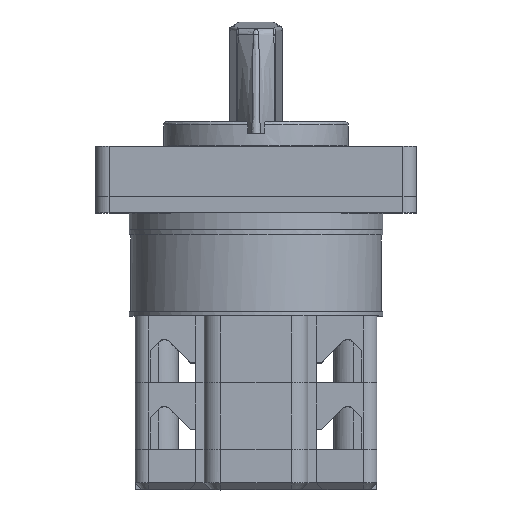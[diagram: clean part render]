
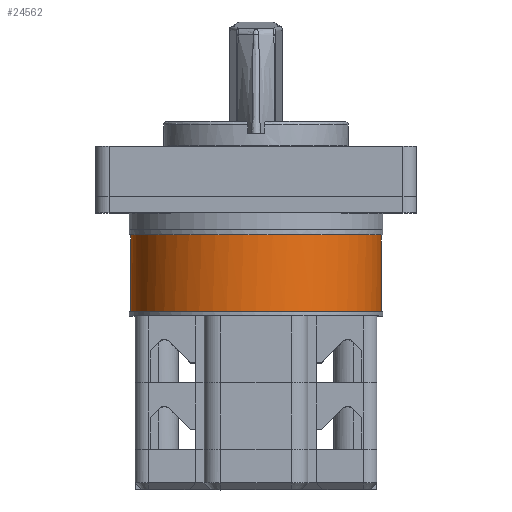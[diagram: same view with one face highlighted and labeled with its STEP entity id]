
A CAD part, top view. The second image highlights one B-rep face of the part: STEP entity #24562.
In plain terms, the highlighted cylindrical face has radius 18.8 mm (diameter 37.6 mm), a partial arc.
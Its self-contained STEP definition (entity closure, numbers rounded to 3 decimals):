
#24250=CARTESIAN_POINT('',(-0.841,-17.67,-18.781));
#24251=VERTEX_POINT('',#24250);
#24317=CARTESIAN_POINT('',(0.574,-17.67,-18.791));
#24318=VERTEX_POINT('',#24317);
#24326=CARTESIAN_POINT('',(-0.841,-17.67,-18.781));
#24327=CARTESIAN_POINT('',(-3.277,-17.67,-18.672));
#24328=CARTESIAN_POINT('',(-5.669,-17.67,-18.09));
#24329=CARTESIAN_POINT('',(-7.884,-17.67,-17.067));
#24330=CARTESIAN_POINT('',(-10.099,-17.67,-16.044));
#24331=CARTESIAN_POINT('',(-12.092,-17.67,-14.601));
#24332=CARTESIAN_POINT('',(-13.755,-17.67,-12.816));
#24333=CARTESIAN_POINT('',(-15.418,-17.67,-11.031));
#24334=CARTESIAN_POINT('',(-16.717,-17.67,-8.941));
#24335=CARTESIAN_POINT('',(-17.581,-17.67,-6.659));
#24336=CARTESIAN_POINT('',(-18.445,-17.67,-4.378));
#24337=CARTESIAN_POINT('',(-18.857,-17.67,-1.952));
#24338=CARTESIAN_POINT('',(-18.794,-17.67,0.487));
#24339=CARTESIAN_POINT('',(-18.731,-17.67,2.926));
#24340=CARTESIAN_POINT('',(-18.194,-17.67,5.327));
#24341=CARTESIAN_POINT('',(-17.212,-17.67,7.561));
#24342=CARTESIAN_POINT('',(-16.231,-17.67,9.795));
#24343=CARTESIAN_POINT('',(-14.826,-17.67,11.815));
#24344=CARTESIAN_POINT('',(-13.072,-17.67,13.511));
#24345=CARTESIAN_POINT('',(-11.319,-17.67,15.208));
#24346=CARTESIAN_POINT('',(-9.254,-17.67,16.546));
#24347=CARTESIAN_POINT('',(-6.989,-17.67,17.453));
#24348=CARTESIAN_POINT('',(-4.724,-17.67,18.36));
#24349=CARTESIAN_POINT('',(-2.306,-17.67,18.817));
#24350=CARTESIAN_POINT('',(0.133,-17.67,18.8));
#24351=CARTESIAN_POINT('',(2.573,-17.67,18.782));
#24352=CARTESIAN_POINT('',(4.984,-17.67,18.291));
#24353=CARTESIAN_POINT('',(7.236,-17.67,17.352));
#24354=CARTESIAN_POINT('',(9.488,-17.67,16.413));
#24355=CARTESIAN_POINT('',(11.533,-17.67,15.046));
#24356=CARTESIAN_POINT('',(13.263,-17.67,13.324));
#24357=CARTESIAN_POINT('',(14.992,-17.67,11.603));
#24358=CARTESIAN_POINT('',(16.368,-17.67,9.564));
#24359=CARTESIAN_POINT('',(17.318,-17.67,7.316));
#24360=CARTESIAN_POINT('',(18.268,-17.67,5.069));
#24361=CARTESIAN_POINT('',(18.77,-17.67,2.66));
#24362=CARTESIAN_POINT('',(18.799,-17.67,0.221));
#24363=CARTESIAN_POINT('',(18.827,-17.67,-2.219));
#24364=CARTESIAN_POINT('',(18.381,-17.67,-4.639));
#24365=CARTESIAN_POINT('',(17.485,-17.67,-6.908));
#24366=CARTESIAN_POINT('',(16.588,-17.67,-9.177));
#24367=CARTESIAN_POINT('',(15.26,-17.67,-11.248));
#24368=CARTESIAN_POINT('',(13.572,-17.67,-13.01));
#24369=CARTESIAN_POINT('',(11.883,-17.67,-14.771));
#24370=CARTESIAN_POINT('',(9.87,-17.67,-16.186));
#24371=CARTESIAN_POINT('',(7.641,-17.67,-17.177));
#24372=CARTESIAN_POINT('',(5.412,-17.67,-18.169));
#24373=CARTESIAN_POINT('',(3.013,-17.67,-18.717));
#24374=CARTESIAN_POINT('',(0.574,-17.67,-18.791));
#24375=B_SPLINE_CURVE_WITH_KNOTS('',3,(#24326,#24327,#24328,#24329,#24330,#24331,#24332,#24333,#24334,#24335,#24336,#24337,#24338,#24339,#24340,#24341,#24342,#24343,#24344,#24345,#24346,#24347,#24348,#24349,#24350,#24351,
#24352,#24353,#24354,#24355,#24356,#24357,#24358,#24359,#24360,#24361,#24362,#24363,#24364,#24365,#24366,#24367,#24368,#24369,#24370,#24371,#24372,#24373,#24374),.UNSPECIFIED.,.F.,.F.,(4,3,3,3,3,3,3,3,3,3,3,3,3,3,3,3,4),(0.,0.063,0.125,0.188,0.25,0.313,0.375,0.438,0.5,0.563,0.625,0.688,0.75,0.813,0.875,0.938,1.),.UNSPECIFIED.);
#24376=EDGE_CURVE('',#24251,#24318,#24375,.T.);
#24387=CARTESIAN_POINT('',(-0.841,-6.16,-18.781));
#24388=VERTEX_POINT('',#24387);
#24406=CARTESIAN_POINT('',(-0.841,-6.16,-18.781));
#24407=CARTESIAN_POINT('',(-0.841,-9.997,-18.781));
#24408=CARTESIAN_POINT('',(-0.841,-13.833,-18.781));
#24409=CARTESIAN_POINT('',(-0.841,-17.67,-18.781));
#24410=B_SPLINE_CURVE_WITH_KNOTS('',3,(#24406,#24407,#24408,#24409),.UNSPECIFIED.,.F.,.F.,(4,4),(0.,1.),.UNSPECIFIED.);
#24411=EDGE_CURVE('',#24388,#24251,#24410,.T.);
#24422=CARTESIAN_POINT('',(0.574,-6.16,-18.791));
#24423=VERTEX_POINT('',#24422);
#24424=CARTESIAN_POINT('',(0.574,-6.16,-18.791));
#24425=CARTESIAN_POINT('',(3.012,-6.16,-18.717));
#24426=CARTESIAN_POINT('',(5.412,-6.16,-18.169));
#24427=CARTESIAN_POINT('',(7.641,-6.16,-17.177));
#24428=CARTESIAN_POINT('',(9.87,-6.16,-16.186));
#24429=CARTESIAN_POINT('',(11.883,-6.16,-14.771));
#24430=CARTESIAN_POINT('',(13.572,-6.16,-13.01));
#24431=CARTESIAN_POINT('',(15.26,-6.16,-11.248));
#24432=CARTESIAN_POINT('',(16.588,-6.16,-9.177));
#24433=CARTESIAN_POINT('',(17.485,-6.16,-6.908));
#24434=CARTESIAN_POINT('',(18.381,-6.16,-4.639));
#24435=CARTESIAN_POINT('',(18.827,-6.16,-2.219));
#24436=CARTESIAN_POINT('',(18.799,-6.16,0.221));
#24437=CARTESIAN_POINT('',(18.77,-6.16,2.66));
#24438=CARTESIAN_POINT('',(18.267,-6.16,5.069));
#24439=CARTESIAN_POINT('',(17.318,-6.16,7.316));
#24440=CARTESIAN_POINT('',(16.369,-6.16,9.564));
#24441=CARTESIAN_POINT('',(14.992,-6.16,11.603));
#24442=CARTESIAN_POINT('',(13.263,-6.16,13.324));
#24443=CARTESIAN_POINT('',(11.534,-6.16,15.046));
#24444=CARTESIAN_POINT('',(9.488,-6.16,16.413));
#24445=CARTESIAN_POINT('',(7.236,-6.16,17.352));
#24446=CARTESIAN_POINT('',(4.984,-6.16,18.291));
#24447=CARTESIAN_POINT('',(2.573,-6.16,18.782));
#24448=CARTESIAN_POINT('',(0.133,-6.16,18.8));
#24449=CARTESIAN_POINT('',(-2.306,-6.16,18.817));
#24450=CARTESIAN_POINT('',(-4.724,-6.16,18.36));
#24451=CARTESIAN_POINT('',(-6.989,-6.16,17.453));
#24452=CARTESIAN_POINT('',(-9.254,-6.16,16.546));
#24453=CARTESIAN_POINT('',(-11.319,-6.16,15.208));
#24454=CARTESIAN_POINT('',(-13.072,-6.16,13.511));
#24455=CARTESIAN_POINT('',(-14.826,-6.16,11.815));
#24456=CARTESIAN_POINT('',(-16.231,-6.16,9.795));
#24457=CARTESIAN_POINT('',(-17.212,-6.16,7.561));
#24458=CARTESIAN_POINT('',(-18.194,-6.16,5.327));
#24459=CARTESIAN_POINT('',(-18.73,-6.16,2.926));
#24460=CARTESIAN_POINT('',(-18.794,-6.16,0.487));
#24461=CARTESIAN_POINT('',(-18.857,-6.16,-1.952));
#24462=CARTESIAN_POINT('',(-18.445,-6.16,-4.378));
#24463=CARTESIAN_POINT('',(-17.581,-6.16,-6.659));
#24464=CARTESIAN_POINT('',(-16.717,-6.16,-8.941));
#24465=CARTESIAN_POINT('',(-15.418,-6.16,-11.031));
#24466=CARTESIAN_POINT('',(-13.755,-6.16,-12.816));
#24467=CARTESIAN_POINT('',(-12.092,-6.16,-14.601));
#24468=CARTESIAN_POINT('',(-10.099,-6.16,-16.044));
#24469=CARTESIAN_POINT('',(-7.884,-6.16,-17.067));
#24470=CARTESIAN_POINT('',(-5.669,-6.16,-18.09));
#24471=CARTESIAN_POINT('',(-3.278,-6.16,-18.672));
#24472=CARTESIAN_POINT('',(-0.841,-6.16,-18.781));
#24473=B_SPLINE_CURVE_WITH_KNOTS('',3,(#24424,#24425,#24426,#24427,#24428,#24429,#24430,#24431,#24432,#24433,#24434,#24435,#24436,#24437,#24438,#24439,#24440,#24441,#24442,#24443,#24444,#24445,#24446,#24447,#24448,#24449,
#24450,#24451,#24452,#24453,#24454,#24455,#24456,#24457,#24458,#24459,#24460,#24461,#24462,#24463,#24464,#24465,#24466,#24467,#24468,#24469,#24470,#24471,#24472),.UNSPECIFIED.,.F.,.F.,(4,3,3,3,3,3,3,3,3,3,3,3,3,3,3,3,4),(0.,0.063,0.125,0.188,0.25,0.313,0.375,0.438,0.5,0.563,0.625,0.688,0.75,0.813,0.875,0.938,1.),.UNSPECIFIED.);
#24474=EDGE_CURVE('',#24423,#24388,#24473,.T.);
#24540=CARTESIAN_POINT('',(0.574,-17.67,-18.791));
#24541=CARTESIAN_POINT('',(0.574,-13.833,-18.791));
#24542=CARTESIAN_POINT('',(0.574,-9.997,-18.791));
#24543=CARTESIAN_POINT('',(0.574,-6.16,-18.791));
#24544=B_SPLINE_CURVE_WITH_KNOTS('',3,(#24540,#24541,#24542,#24543),.UNSPECIFIED.,.F.,.F.,(4,4),(0.,1.),.UNSPECIFIED.);
#24545=EDGE_CURVE('',#24318,#24423,#24544,.T.);
#24551=CARTESIAN_POINT('',(0.,-18.3,0.));
#24552=DIRECTION('',(0.,1.,0.));
#24553=DIRECTION('',(0.,0.,-1.));
#24554=AXIS2_PLACEMENT_3D('',#24551,#24552,#24553);
#24555=CYLINDRICAL_SURFACE('',#24554,18.8);
#24556=ORIENTED_EDGE('',*,*,#24545,.T.);
#24557=ORIENTED_EDGE('',*,*,#24474,.T.);
#24558=ORIENTED_EDGE('',*,*,#24411,.T.);
#24559=ORIENTED_EDGE('',*,*,#24376,.T.);
#24560=EDGE_LOOP('',(#24556,#24557,#24558,#24559));
#24561=FACE_BOUND('',#24560,.T.);
#24562=ADVANCED_FACE('',(#24561),#24555,.T.);
